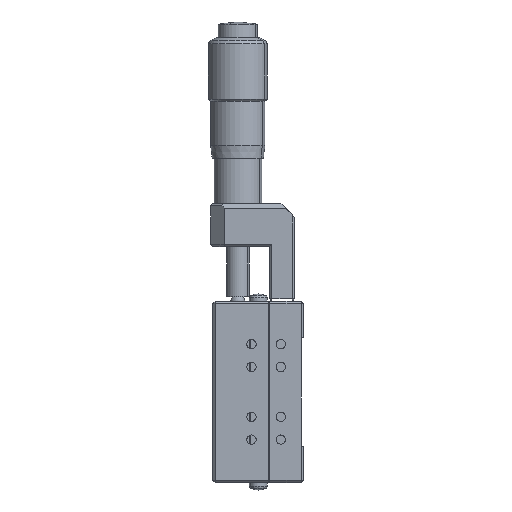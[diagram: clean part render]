
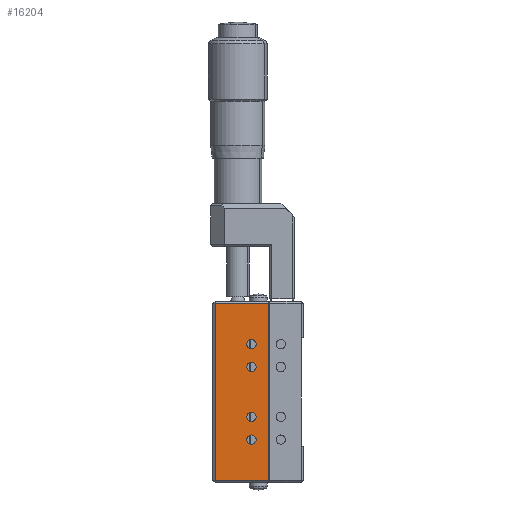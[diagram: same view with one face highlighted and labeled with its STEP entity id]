
A CAD part, left-side view. The second image highlights one B-rep face of the part: STEP entity #16204.
In plain terms, the highlighted planar face has unit normal (-1, 0, 0).
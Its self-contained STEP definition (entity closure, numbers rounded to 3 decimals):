
#78 = DIRECTION ( 'NONE',  ( 0., 0., 1. ) ) ;
#101 = CIRCLE ( 'NONE', #7770, 1.025 ) ;
#127 = ORIENTED_EDGE ( 'NONE', *, *, #9998, .F. ) ;
#276 = CARTESIAN_POINT ( 'NONE',  ( -23.609, -1.52, 55.775 ) ) ;
#366 = VERTEX_POINT ( 'NONE', #17878 ) ;
#616 = EDGE_LOOP ( 'NONE', ( #14216, #12349, #7191, #14617 ) ) ;
#678 = VERTEX_POINT ( 'NONE', #9755 ) ;
#1002 = CARTESIAN_POINT ( 'NONE',  ( -23.609, -5.22, 71.3 ) ) ;
#1088 = ORIENTED_EDGE ( 'NONE', *, *, #16052, .F. ) ;
#1222 = CIRCLE ( 'NONE', #3186, 1.025 ) ;
#1517 = DIRECTION ( 'NONE',  ( -1., 0., 0. ) ) ;
#1532 = DIRECTION ( 'NONE',  ( -1., 0., 0. ) ) ;
#1711 = AXIS2_PLACEMENT_3D ( 'NONE', #8156, #19280, #9838 ) ;
#1839 = CARTESIAN_POINT ( 'NONE',  ( -23.609, -5.22, 70.8 ) ) ;
#1872 = ORIENTED_EDGE ( 'NONE', *, *, #4702, .F. ) ;
#2033 = CARTESIAN_POINT ( 'NONE',  ( -23.609, -1.52, 61.8 ) ) ;
#2247 = CIRCLE ( 'NONE', #16097, 1.025 ) ;
#2285 = VERTEX_POINT ( 'NONE', #2555 ) ;
#2518 = DIRECTION ( 'NONE',  ( 0., 0., 1. ) ) ;
#2555 = CARTESIAN_POINT ( 'NONE',  ( -23.609, -1.52, 60.775 ) ) ;
#2607 = VERTEX_POINT ( 'NONE', #6870 ) ;
#2781 = CARTESIAN_POINT ( 'NONE',  ( -23.609, -1.52, 40.8 ) ) ;
#2917 = VECTOR ( 'NONE', #17527, 1000. ) ;
#3186 = AXIS2_PLACEMENT_3D ( 'NONE', #12486, #20357, #9166 ) ;
#3187 = EDGE_LOOP ( 'NONE', ( #15112, #19540 ) ) ;
#3328 = EDGE_CURVE ( 'NONE', #5800, #366, #1222, .T. ) ;
#4288 = PLANE ( 'NONE',  #14736 ) ;
#4702 = EDGE_CURVE ( 'NONE', #17498, #7458, #20475, .T. ) ;
#4866 = FACE_BOUND ( 'NONE', #14653, .T. ) ;
#5047 = CARTESIAN_POINT ( 'NONE',  ( -23.609, -1.52, 39.775 ) ) ;
#5074 = CARTESIAN_POINT ( 'NONE',  ( -23.609, -1.52, 61.8 ) ) ;
#5706 = DIRECTION ( 'NONE',  ( 0., 0., 1. ) ) ;
#5800 = VERTEX_POINT ( 'NONE', #19937 ) ;
#6284 = CIRCLE ( 'NONE', #1711, 1.025 ) ;
#6381 = CARTESIAN_POINT ( 'NONE',  ( -23.609, -5.22, 31.8 ) ) ;
#6651 = DIRECTION ( 'NONE',  ( 0., 0., 1. ) ) ;
#6669 = DIRECTION ( 'NONE',  ( 0., 1., 0. ) ) ;
#6714 = AXIS2_PLACEMENT_3D ( 'NONE', #5074, #11616, #16210 ) ;
#6867 = FACE_BOUND ( 'NONE', #15466, .T. ) ;
#6870 = CARTESIAN_POINT ( 'NONE',  ( -23.609, -5.22, 70.8 ) ) ;
#7191 = ORIENTED_EDGE ( 'NONE', *, *, #18320, .T. ) ;
#7354 = DIRECTION ( 'NONE',  ( -1., 0., 0. ) ) ;
#7458 = VERTEX_POINT ( 'NONE', #8633 ) ;
#7520 = CARTESIAN_POINT ( 'NONE',  ( -23.609, -1.52, 57.825 ) ) ;
#7770 = AXIS2_PLACEMENT_3D ( 'NONE', #10370, #8695, #10296 ) ;
#8156 = CARTESIAN_POINT ( 'NONE',  ( -23.609, -1.52, 56.8 ) ) ;
#8259 = DIRECTION ( 'NONE',  ( 0., 0., 1. ) ) ;
#8633 = CARTESIAN_POINT ( 'NONE',  ( -23.609, -1.52, 41.825 ) ) ;
#8695 = DIRECTION ( 'NONE',  ( -1., 0., 0. ) ) ;
#9060 = CARTESIAN_POINT ( 'NONE',  ( -23.609, -1.52, 62.825 ) ) ;
#9166 = DIRECTION ( 'NONE',  ( 0., 0., 1. ) ) ;
#9548 = AXIS2_PLACEMENT_3D ( 'NONE', #15910, #16179, #8259 ) ;
#9755 = CARTESIAN_POINT ( 'NONE',  ( -23.609, 6.48, 31.8 ) ) ;
#9838 = DIRECTION ( 'NONE',  ( 0., 0., 1. ) ) ;
#9998 = EDGE_CURVE ( 'NONE', #7458, #17498, #15860, .T. ) ;
#10296 = DIRECTION ( 'NONE',  ( 0., 0., 1. ) ) ;
#10370 = CARTESIAN_POINT ( 'NONE',  ( -23.609, -1.52, 45.8 ) ) ;
#10478 = EDGE_LOOP ( 'NONE', ( #17602, #16145 ) ) ;
#10910 = CARTESIAN_POINT ( 'NONE',  ( -23.609, -5.22, 71.3 ) ) ;
#11139 = LINE ( 'NONE', #19350, #2917 ) ;
#11301 = LINE ( 'NONE', #18030, #13030 ) ;
#11539 = LINE ( 'NONE', #10910, #19507 ) ;
#11616 = DIRECTION ( 'NONE',  ( -1., 0., 0. ) ) ;
#11981 = AXIS2_PLACEMENT_3D ( 'NONE', #15834, #1532, #78 ) ;
#12349 = ORIENTED_EDGE ( 'NONE', *, *, #12604, .T. ) ;
#12455 = EDGE_CURVE ( 'NONE', #15118, #20397, #19253, .T. ) ;
#12486 = CARTESIAN_POINT ( 'NONE',  ( -23.609, -1.52, 45.8 ) ) ;
#12604 = EDGE_CURVE ( 'NONE', #678, #16373, #11301, .T. ) ;
#13030 = VECTOR ( 'NONE', #17754, 1000. ) ;
#13127 = EDGE_CURVE ( 'NONE', #20397, #15118, #6284, .T. ) ;
#13198 = DIRECTION ( 'NONE',  ( -1., 0., 0. ) ) ;
#13939 = LINE ( 'NONE', #1839, #18652 ) ;
#14216 = ORIENTED_EDGE ( 'NONE', *, *, #15535, .T. ) ;
#14598 = EDGE_CURVE ( 'NONE', #2607, #16454, #13939, .T. ) ;
#14617 = ORIENTED_EDGE ( 'NONE', *, *, #14598, .T. ) ;
#14653 = EDGE_LOOP ( 'NONE', ( #127, #1872 ) ) ;
#14736 = AXIS2_PLACEMENT_3D ( 'NONE', #1002, #7354, #5706 ) ;
#14834 = FACE_OUTER_BOUND ( 'NONE', #616, .T. ) ;
#15112 = ORIENTED_EDGE ( 'NONE', *, *, #19647, .F. ) ;
#15118 = VERTEX_POINT ( 'NONE', #276 ) ;
#15466 = EDGE_LOOP ( 'NONE', ( #1088, #17255 ) ) ;
#15507 = CIRCLE ( 'NONE', #6714, 1.025 ) ;
#15535 = EDGE_CURVE ( 'NONE', #16454, #678, #11139, .T. ) ;
#15834 = CARTESIAN_POINT ( 'NONE',  ( -23.609, -1.52, 56.8 ) ) ;
#15860 = CIRCLE ( 'NONE', #9548, 1.025 ) ;
#15910 = CARTESIAN_POINT ( 'NONE',  ( -23.609, -1.52, 40.8 ) ) ;
#15963 = EDGE_CURVE ( 'NONE', #2285, #19422, #15507, .T. ) ;
#16052 = EDGE_CURVE ( 'NONE', #366, #5800, #101, .T. ) ;
#16097 = AXIS2_PLACEMENT_3D ( 'NONE', #2033, #13198, #6651 ) ;
#16145 = ORIENTED_EDGE ( 'NONE', *, *, #12455, .F. ) ;
#16179 = DIRECTION ( 'NONE',  ( -1., 0., 0. ) ) ;
#16204 = ADVANCED_FACE ( 'NONE', ( #4866, #6867, #19057, #16324, #14834 ), #4288, .T. ) ;
#16210 = DIRECTION ( 'NONE',  ( 0., 0., 1. ) ) ;
#16324 = FACE_BOUND ( 'NONE', #3187, .T. ) ;
#16373 = VERTEX_POINT ( 'NONE', #6381 ) ;
#16454 = VERTEX_POINT ( 'NONE', #17566 ) ;
#17255 = ORIENTED_EDGE ( 'NONE', *, *, #3328, .F. ) ;
#17287 = DIRECTION ( 'NONE',  ( 0., 0., 1. ) ) ;
#17498 = VERTEX_POINT ( 'NONE', #5047 ) ;
#17527 = DIRECTION ( 'NONE',  ( 0., 0., -1. ) ) ;
#17566 = CARTESIAN_POINT ( 'NONE',  ( -23.609, 6.48, 70.8 ) ) ;
#17602 = ORIENTED_EDGE ( 'NONE', *, *, #13127, .F. ) ;
#17754 = DIRECTION ( 'NONE',  ( 0., -1., 0. ) ) ;
#17869 = AXIS2_PLACEMENT_3D ( 'NONE', #2781, #1517, #2518 ) ;
#17878 = CARTESIAN_POINT ( 'NONE',  ( -23.609, -1.52, 46.825 ) ) ;
#18030 = CARTESIAN_POINT ( 'NONE',  ( -23.609, -5.22, 31.8 ) ) ;
#18320 = EDGE_CURVE ( 'NONE', #16373, #2607, #11539, .T. ) ;
#18652 = VECTOR ( 'NONE', #6669, 1000. ) ;
#19057 = FACE_BOUND ( 'NONE', #10478, .T. ) ;
#19253 = CIRCLE ( 'NONE', #11981, 1.025 ) ;
#19280 = DIRECTION ( 'NONE',  ( -1., 0., 0. ) ) ;
#19350 = CARTESIAN_POINT ( 'NONE',  ( -23.609, 6.48, 71.3 ) ) ;
#19422 = VERTEX_POINT ( 'NONE', #9060 ) ;
#19507 = VECTOR ( 'NONE', #17287, 1000. ) ;
#19540 = ORIENTED_EDGE ( 'NONE', *, *, #15963, .F. ) ;
#19647 = EDGE_CURVE ( 'NONE', #19422, #2285, #2247, .T. ) ;
#19937 = CARTESIAN_POINT ( 'NONE',  ( -23.609, -1.52, 44.775 ) ) ;
#20357 = DIRECTION ( 'NONE',  ( -1., 0., 0. ) ) ;
#20397 = VERTEX_POINT ( 'NONE', #7520 ) ;
#20475 = CIRCLE ( 'NONE', #17869, 1.025 ) ;
